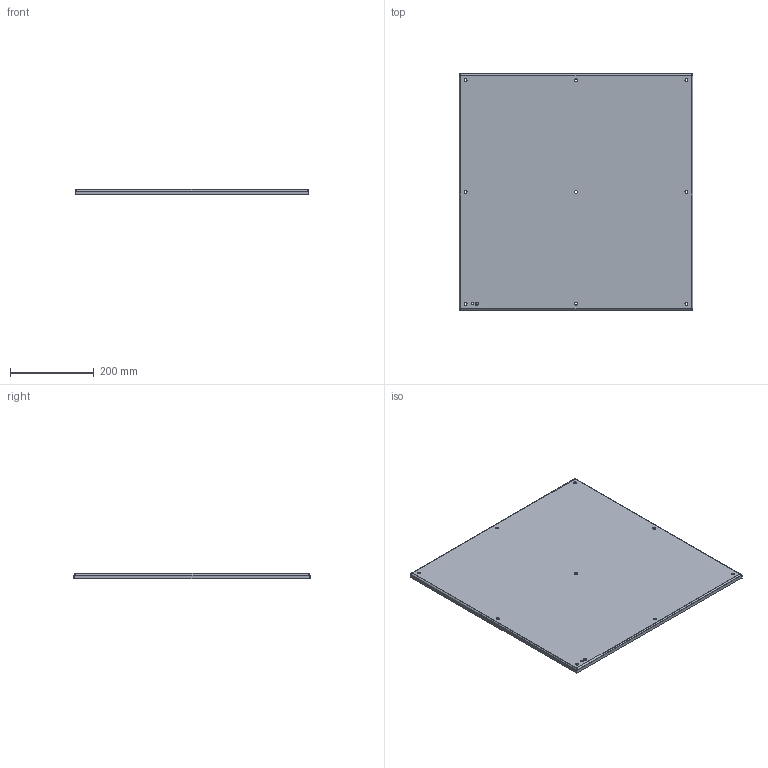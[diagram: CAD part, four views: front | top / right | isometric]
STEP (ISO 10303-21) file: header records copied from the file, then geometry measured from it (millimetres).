
FILE_DESCRIPTION(('CATIA V5 STEP Exchange','CAx-IF Rec.Pracs.--- Model Styling and Organization---1.4--- 2014-01-23'),'2;1');
FILE_NAME ('1532627-3_0_8000110200_8000110200 MOPL KTB 6262.stp','2023-04-20T08:43:23+00:00',('none'),('Weidmueller'),'CATIA Version 5-6 Release 2016 SP3 HF44','CATIA V5 STEP AP214','none');
FILE_SCHEMA(('AUTOMOTIVE_DESIGN { 1 0 10303 214 1 1 1 1 }'));
Length unit declared in the file: millimetre
Products named in the file (1): 8000110200 MOPL KTB 6262
Bounding box: 559 x 565 x 12 mm (x, y, z)
Volume: 503741.2 mm3; surface area: 675527.5 mm2
Topology: 1 solids, 1 shells, 83 faces, 205 edges, 129 vertices
Faces by surface type: plane 43, cylinder 32, bspline 8
Entity records: 2856 total; most frequent: CARTESIAN_POINT 850, ORIENTED_EDGE 410, DIRECTION 316, EDGE_CURVE 205, VERTEX_POINT 129, AXIS2_PLACEMENT_3D 122, VECTOR 120, LINE 120
